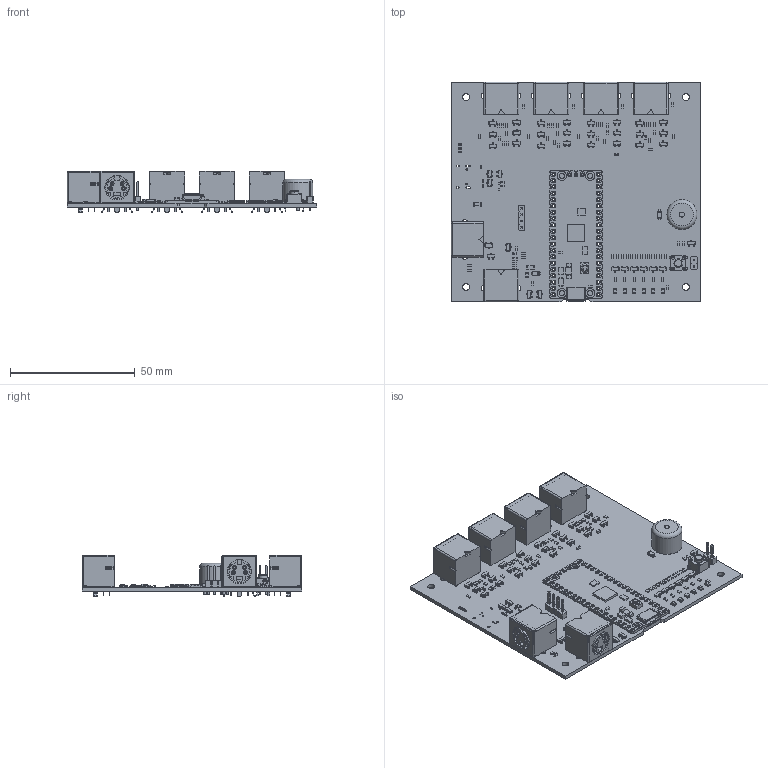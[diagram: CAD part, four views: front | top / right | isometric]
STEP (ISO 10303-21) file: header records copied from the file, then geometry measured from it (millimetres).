
FILE_DESCRIPTION(('KiCad electronic assembly'),'2;1');
FILE_NAME('WOOTSwitch.step','2025-10-29T09:50:03',('Pcbnew'),('Kicad'), 'Open CASCADE STEP processor 7.8','KiCad to STEP converter','Unknown' );
FILE_SCHEMA(('AUTOMOTIVE_DESIGN { 1 0 10303 214 1 1 1 1 }'));
Length unit declared in the file: millimetre
Products named in the file (20): WOOTSwitch 1; R_0603_1608Metric; R_0402_1005Metric; Fuse_0805_2012Metric; SOT-23; LED_0805_2012Metric; C_0603_1608Metric; L_0603_1608Metric; kicad_embedded_EA98D8280BF49819904569DE56FD6207; PinHeader_1x02_P2.54mm_Vertical; kicad_embedded_52C4993F816D431CB9425D0FC5E9F6BA; kicad_embedded_BA1FBE2093E29D2A401F7EB482E2F9FA; WOOTSwitch 1.64.1; Buzzer_12x9.5RM7.6; PinHeader_1x04_P2.54mm_Vertical; C_1206_3216Metric; kicad_embedded_73685EFDACE1DECDFB031F5D3614694E; D_SOD-123; C_0805_2012Metric; WOOTSwitch_PCB
Assembly tree (142 placements, depth 3):
  WOOTSwitch 1
    R_0603_1608Metric  x53
    R_0402_1005Metric  x11
    Fuse_0805_2012Metric  x2
    SOT-23  x39
    LED_0805_2012Metric  x6
    C_0603_1608Metric  x11
    L_0603_1608Metric
    kicad_embedded_EA98D8280BF49819904569DE56FD6207  x6
    PinHeader_1x02_P2.54mm_Vertical
    kicad_embedded_52C4993F816D431CB9425D0FC5E9F6BA
    kicad_embedded_BA1FBE2093E29D2A401F7EB482E2F9FA
      WOOTSwitch 1.64.1
    Buzzer_12x9.5RM7.6
    PinHeader_1x04_P2.54mm_Vertical
    C_1206_3216Metric  x2
    kicad_embedded_73685EFDACE1DECDFB031F5D3614694E
    D_SOD-123  x2
    C_0805_2012Metric
    WOOTSwitch_PCB
Bounding box: 100 x 88.01 x 16.56 mm (x, y, z)
Volume: 27675.1 mm3; surface area: 35065.5 mm2
Topology: 156 solids, 156 shells, 7779 faces, 20431 edges, 13127 vertices
Faces by surface type: plane 4708, cylinder 2115, bspline 656, torus 166, cone 114, sphere 20
Full cylindrical faces by diameter (mm): 0.65 x2, 0.9 x26, 0.99 x4, 1 x8, 1.02 x40, 1.5 x2, 1.8 x2, 2 x1, 2.37 x18, 2.7 x4, 12 x1
Entity records: 58554 total; most frequent: CARTESIAN_POINT 9632, DIRECTION 9408, ORIENTED_EDGE 9080, EDGE_CURVE 4540, AXIS2_PLACEMENT_3D 3213, VERTEX_POINT 3039, LINE 2982, VECTOR 2982
